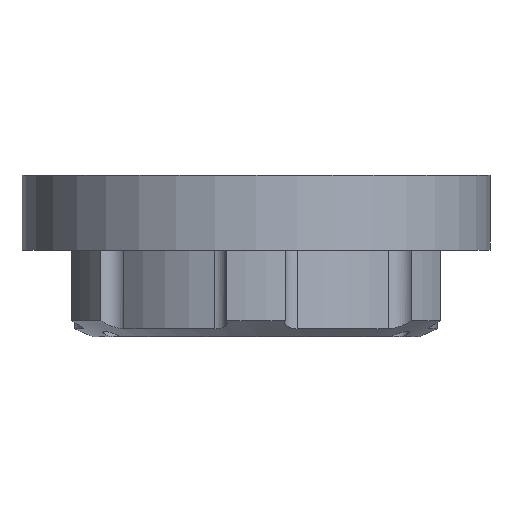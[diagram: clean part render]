
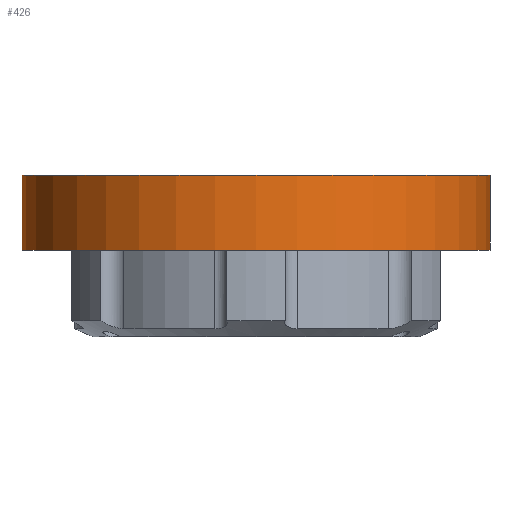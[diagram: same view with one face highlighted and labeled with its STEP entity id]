
A CAD part, front view. The second image highlights one B-rep face of the part: STEP entity #426.
In plain terms, the highlighted cylindrical face has radius 29.7 mm (diameter 59.4 mm), a full revolution.
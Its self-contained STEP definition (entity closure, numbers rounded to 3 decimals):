
#127=CYLINDRICAL_SURFACE('',#2089,29.7);
#426=ADVANCED_FACE('',(#546,#547),#127,.T.);
#546=FACE_BOUND('',#649,.T.);
#547=FACE_BOUND('',#650,.T.);
#649=EDGE_LOOP('',(#913));
#650=EDGE_LOOP('',(#914));
#913=ORIENTED_EDGE('',*,*,#1625,.F.);
#914=ORIENTED_EDGE('',*,*,#1626,.T.);
#1421=VERTEX_POINT('',#3373);
#1422=VERTEX_POINT('',#3376);
#1625=EDGE_CURVE('',#1421,#1421,#1874,.T.);
#1626=EDGE_CURVE('',#1422,#1422,#1875,.T.);
#1874=CIRCLE('',#2067,29.7);
#1875=CIRCLE('',#2069,29.7);
#2067=AXIS2_PLACEMENT_3D('',#3372,#2445,#2446);
#2069=AXIS2_PLACEMENT_3D('',#3375,#2449,#2450);
#2089=AXIS2_PLACEMENT_3D('',#3408,#2489,#2490);
#2445=DIRECTION('',(0.,0.,1.));
#2446=DIRECTION('',(1.,0.,0.));
#2449=DIRECTION('',(0.,0.,1.));
#2450=DIRECTION('',(1.,0.,0.));
#2489=DIRECTION('',(0.,0.,-1.));
#2490=DIRECTION('',(-1.,0.,0.));
#3372=CARTESIAN_POINT('',(0.,0.,20.5));
#3373=CARTESIAN_POINT('',(29.7,0.,20.5));
#3375=CARTESIAN_POINT('',(0.,0.,11.));
#3376=CARTESIAN_POINT('',(29.7,0.,11.));
#3408=CARTESIAN_POINT('',(0.,0.,20.5));
